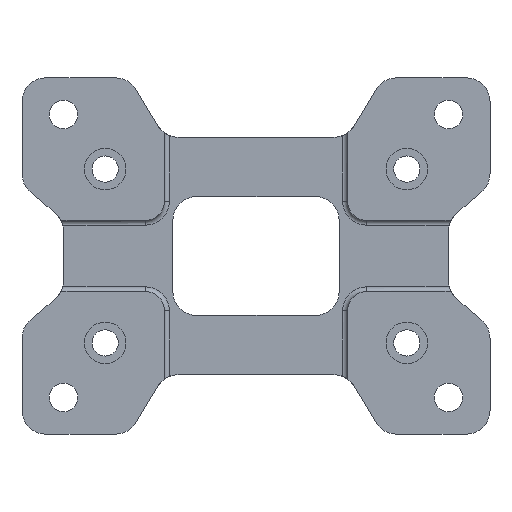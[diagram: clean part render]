
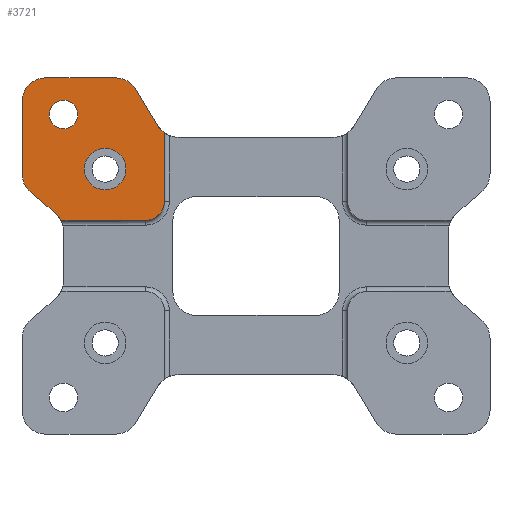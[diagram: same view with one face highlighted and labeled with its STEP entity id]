
A CAD part, front view. The second image highlights one B-rep face of the part: STEP entity #3721.
In plain terms, the highlighted planar face has unit normal (0, -1, 0).
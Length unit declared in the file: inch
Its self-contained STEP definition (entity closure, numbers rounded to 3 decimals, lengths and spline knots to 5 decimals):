
#17 = CIRCLE ( 'NONE', #1474, 0.345 ) ;
#55 = VERTEX_POINT ( 'NONE', #514 ) ;
#99 = AXIS2_PLACEMENT_3D ( 'NONE', #4238, #3914, #3322 ) ;
#122 = CARTESIAN_POINT ( 'NONE',  ( -3.73994, -0.30118, 1.06323 ) ) ;
#216 = EDGE_LOOP ( 'NONE', ( #4044, #4102 ) ) ;
#287 = VECTOR ( 'NONE', #1289, 39.37008 ) ;
#300 = DIRECTION ( 'NONE',  ( 1., 0., 0. ) ) ;
#309 = VECTOR ( 'NONE', #2432, 39.37008 ) ;
#351 = ORIENTED_EDGE ( 'NONE', *, *, #2049, .T. ) ;
#459 = CARTESIAN_POINT ( 'NONE',  ( -2.5, -0.30118, 1.44094 ) ) ;
#514 = CARTESIAN_POINT ( 'NONE',  ( -3.32699, -0.30118, 0.71053 ) ) ;
#533 = CIRCLE ( 'NONE', #4117, 0.3937 ) ;
#540 = CARTESIAN_POINT ( 'NONE',  ( -3.87795, -0.30118, 2.95276 ) ) ;
#550 = VERTEX_POINT ( 'NONE', #3866 ) ;
#577 = ORIENTED_EDGE ( 'NONE', *, *, #2078, .T. ) ;
#600 = AXIS2_PLACEMENT_3D ( 'NONE', #3595, #1087, #2626 ) ;
#617 = EDGE_CURVE ( 'NONE', #2704, #3146, #713, .T. ) ;
#628 = ORIENTED_EDGE ( 'NONE', *, *, #4125, .T. ) ;
#630 = ORIENTED_EDGE ( 'NONE', *, *, #2745, .F. ) ;
#650 = CARTESIAN_POINT ( 'NONE',  ( -1.83071, -0.30118, 0.59055 ) ) ;
#681 = DIRECTION ( 'NONE',  ( 1., 0., 0. ) ) ;
#692 = EDGE_CURVE ( 'NONE', #2439, #2219, #1954, .T. ) ;
#713 = CIRCLE ( 'NONE', #1331, 0.3937 ) ;
#726 = CARTESIAN_POINT ( 'NONE',  ( -2.5, -0.30118, 1.09594 ) ) ;
#741 = CIRCLE ( 'NONE', #1868, 0.31496 ) ;
#769 = ORIENTED_EDGE ( 'NONE', *, *, #617, .T. ) ;
#889 = CARTESIAN_POINT ( 'NONE',  ( -1.51575, -0.30118, 0.90551 ) ) ;
#890 = ORIENTED_EDGE ( 'NONE', *, *, #2613, .T. ) ;
#932 = EDGE_CURVE ( 'NONE', #550, #3101, #2906, .T. ) ;
#939 = ORIENTED_EDGE ( 'NONE', *, *, #2288, .T. ) ;
#1035 = VERTEX_POINT ( 'NONE', #1903 ) ;
#1087 = DIRECTION ( 'NONE',  ( 0., 1., 0. ) ) ;
#1110 = VERTEX_POINT ( 'NONE', #1859 ) ;
#1289 = DIRECTION ( 'NONE',  ( 0.76, 0., -0.649 ) ) ;
#1331 = AXIS2_PLACEMENT_3D ( 'NONE', #2930, #2297, #2013 ) ;
#1334 = CARTESIAN_POINT ( 'NONE',  ( -2.5, -0.30118, 1.44094 ) ) ;
#1338 = CARTESIAN_POINT ( 'NONE',  ( -3.48425, -0.30118, 2.95276 ) ) ;
#1356 = EDGE_CURVE ( 'NONE', #55, #3833, #2302, .T. ) ;
#1441 = CARTESIAN_POINT ( 'NONE',  ( -3.48425, -0.30118, 1.3626 ) ) ;
#1474 = AXIS2_PLACEMENT_3D ( 'NONE', #459, #2448, #3071 ) ;
#1485 = DIRECTION ( 'NONE',  ( 0., 0., 1. ) ) ;
#1511 = DIRECTION ( 'NONE',  ( 0., 0., 1. ) ) ;
#1553 = ORIENTED_EDGE ( 'NONE', *, *, #932, .F. ) ;
#1606 = AXIS2_PLACEMENT_3D ( 'NONE', #3217, #2524, #3841 ) ;
#1612 = LINE ( 'NONE', #540, #1882 ) ;
#1614 = LINE ( 'NONE', #2923, #287 ) ;
#1624 = EDGE_CURVE ( 'NONE', #3833, #3871, #3420, .T. ) ;
#1641 = DIRECTION ( 'NONE',  ( 0., 0., 1. ) ) ;
#1653 = DIRECTION ( 'NONE',  ( 0., -1., 0. ) ) ;
#1739 = EDGE_CURVE ( 'NONE', #1110, #2671, #4077, .T. ) ;
#1791 = CARTESIAN_POINT ( 'NONE',  ( -2.1063, -0.30118, 2.95276 ) ) ;
#1814 = ORIENTED_EDGE ( 'NONE', *, *, #692, .T. ) ;
#1836 = VECTOR ( 'NONE', #1910, 39.37008 ) ;
#1844 = DIRECTION ( 'NONE',  ( 0., -1., 0. ) ) ;
#1859 = CARTESIAN_POINT ( 'NONE',  ( -2.5, -0.30118, 1.78594 ) ) ;
#1862 = CARTESIAN_POINT ( 'NONE',  ( -2.32904, -0.30118, 2.55906 ) ) ;
#1868 = AXIS2_PLACEMENT_3D ( 'NONE', #2979, #2022, #1641 ) ;
#1882 = VECTOR ( 'NONE', #1485, 39.37008 ) ;
#1899 = ORIENTED_EDGE ( 'NONE', *, *, #3208, .T. ) ;
#1903 = CARTESIAN_POINT ( 'NONE',  ( -3.87795, -0.30118, 1.3626 ) ) ;
#1910 = DIRECTION ( 'NONE',  ( 0., 0., 1. ) ) ;
#1926 = PLANE ( 'NONE',  #3446 ) ;
#1954 = CIRCLE ( 'NONE', #99, 0.23622 ) ;
#1970 = CARTESIAN_POINT ( 'NONE',  ( -3.87795, -0.30118, 2.55906 ) ) ;
#2013 = DIRECTION ( 'NONE',  ( 0., 0., 1. ) ) ;
#2022 = DIRECTION ( 'NONE',  ( 0., -1., 0. ) ) ;
#2045 = AXIS2_PLACEMENT_3D ( 'NONE', #1441, #2384, #2374 ) ;
#2049 = EDGE_CURVE ( 'NONE', #2219, #2439, #3610, .T. ) ;
#2078 = EDGE_CURVE ( 'NONE', #2506, #3424, #3767, .T. ) ;
#2122 = FACE_BOUND ( 'NONE', #216, .T. ) ;
#2155 = EDGE_CURVE ( 'NONE', #1035, #3366, #3316, .T. ) ;
#2195 = DIRECTION ( 'NONE',  ( 0., 0., 1. ) ) ;
#2219 = VERTEX_POINT ( 'NONE', #2706 ) ;
#2243 = DIRECTION ( 'NONE',  ( 0., 0., 1. ) ) ;
#2245 = CARTESIAN_POINT ( 'NONE',  ( -3.18898, -0.30118, 2.58071 ) ) ;
#2270 = AXIS2_PLACEMENT_3D ( 'NONE', #1334, #1653, #3614 ) ;
#2288 = EDGE_CURVE ( 'NONE', #3424, #3101, #3097, .T. ) ;
#2297 = DIRECTION ( 'NONE',  ( 0., -1., 0. ) ) ;
#2302 = CIRCLE ( 'NONE', #600, 0.3937 ) ;
#2374 = DIRECTION ( 'NONE',  ( 0., 0., 1. ) ) ;
#2384 = DIRECTION ( 'NONE',  ( 0., -1., 0. ) ) ;
#2432 = DIRECTION ( 'NONE',  ( 0.515, 0., -0.857 ) ) ;
#2439 = VERTEX_POINT ( 'NONE', #2245 ) ;
#2448 = DIRECTION ( 'NONE',  ( 0., -1., 0. ) ) ;
#2459 = EDGE_LOOP ( 'NONE', ( #1814, #351 ) ) ;
#2470 = ORIENTED_EDGE ( 'NONE', *, *, #1624, .T. ) ;
#2471 = ORIENTED_EDGE ( 'NONE', *, *, #2155, .T. ) ;
#2506 = VERTEX_POINT ( 'NONE', #889 ) ;
#2524 = DIRECTION ( 'NONE',  ( 0., 1., 0. ) ) ;
#2535 = LINE ( 'NONE', #2633, #2791 ) ;
#2543 = CARTESIAN_POINT ( 'NONE',  ( -1.62962, -0.30118, 2.15943 ) ) ;
#2576 = CARTESIAN_POINT ( 'NONE',  ( -3.87795, -0.30118, 0.59055 ) ) ;
#2613 = EDGE_CURVE ( 'NONE', #3871, #2506, #741, .T. ) ;
#2626 = DIRECTION ( 'NONE',  ( 0., 0., 1. ) ) ;
#2633 = CARTESIAN_POINT ( 'NONE',  ( 3.87795, -0.30118, 2.95276 ) ) ;
#2671 = VERTEX_POINT ( 'NONE', #726 ) ;
#2704 = VERTEX_POINT ( 'NONE', #1338 ) ;
#2706 = CARTESIAN_POINT ( 'NONE',  ( -3.18898, -0.30118, 2.10827 ) ) ;
#2745 = EDGE_CURVE ( 'NONE', #2704, #4081, #2535, .T. ) ;
#2791 = VECTOR ( 'NONE', #681, 39.37008 ) ;
#2810 = CARTESIAN_POINT ( 'NONE',  ( -1.29216, -0.30118, 2.3622 ) ) ;
#2832 = FACE_BOUND ( 'NONE', #2459, .T. ) ;
#2881 = FACE_OUTER_BOUND ( 'NONE', #4150, .T. ) ;
#2897 = VECTOR ( 'NONE', #300, 39.37008 ) ;
#2906 = LINE ( 'NONE', #1791, #309 ) ;
#2923 = CARTESIAN_POINT ( 'NONE',  ( -3.18898, -0.30118, 0.59266 ) ) ;
#2930 = CARTESIAN_POINT ( 'NONE',  ( -3.48425, -0.30118, 2.55906 ) ) ;
#2979 = CARTESIAN_POINT ( 'NONE',  ( -1.83071, -0.30118, 0.90551 ) ) ;
#3005 = ORIENTED_EDGE ( 'NONE', *, *, #3502, .F. ) ;
#3047 = AXIS2_PLACEMENT_3D ( 'NONE', #2810, #3765, #1511 ) ;
#3071 = DIRECTION ( 'NONE',  ( 0., 0., -1. ) ) ;
#3097 = CIRCLE ( 'NONE', #3047, 0.3937 ) ;
#3101 = VERTEX_POINT ( 'NONE', #2543 ) ;
#3146 = VERTEX_POINT ( 'NONE', #1970 ) ;
#3208 = EDGE_CURVE ( 'NONE', #3366, #55, #1614, .T. ) ;
#3217 = CARTESIAN_POINT ( 'NONE',  ( -3.18898, -0.30118, 2.34449 ) ) ;
#3316 = CIRCLE ( 'NONE', #2045, 0.3937 ) ;
#3322 = DIRECTION ( 'NONE',  ( 0., 0., 1. ) ) ;
#3366 = VERTEX_POINT ( 'NONE', #122 ) ;
#3420 = LINE ( 'NONE', #2576, #2897 ) ;
#3424 = VERTEX_POINT ( 'NONE', #3688 ) ;
#3446 = AXIS2_PLACEMENT_3D ( 'NONE', #3843, #4201, #2243 ) ;
#3502 = EDGE_CURVE ( 'NONE', #1035, #3146, #1612, .T. ) ;
#3575 = CARTESIAN_POINT ( 'NONE',  ( -3.23222, -0.30118, 0.59055 ) ) ;
#3595 = CARTESIAN_POINT ( 'NONE',  ( -3.58268, -0.30118, 0.41116 ) ) ;
#3610 = CIRCLE ( 'NONE', #1606, 0.23622 ) ;
#3614 = DIRECTION ( 'NONE',  ( 0., 0., -1. ) ) ;
#3688 = CARTESIAN_POINT ( 'NONE',  ( -1.51575, -0.30118, 2.03816 ) ) ;
#3721 = ADVANCED_FACE ( 'NONE', ( #2122, #2832, #2881 ), #1926, .F. ) ;
#3745 = CARTESIAN_POINT ( 'NONE',  ( -2.32904, -0.30118, 2.95276 ) ) ;
#3747 = ORIENTED_EDGE ( 'NONE', *, *, #1356, .T. ) ;
#3765 = DIRECTION ( 'NONE',  ( 0., 1., 0. ) ) ;
#3767 = LINE ( 'NONE', #3857, #1836 ) ;
#3833 = VERTEX_POINT ( 'NONE', #3575 ) ;
#3841 = DIRECTION ( 'NONE',  ( 0., 0., 1. ) ) ;
#3843 = CARTESIAN_POINT ( 'NONE',  ( 0., -0.30118, 0. ) ) ;
#3857 = CARTESIAN_POINT ( 'NONE',  ( -1.51575, -0.30118, -2.95276 ) ) ;
#3866 = CARTESIAN_POINT ( 'NONE',  ( -1.99158, -0.30118, 2.76183 ) ) ;
#3871 = VERTEX_POINT ( 'NONE', #650 ) ;
#3914 = DIRECTION ( 'NONE',  ( 0., 1., 0. ) ) ;
#4044 = ORIENTED_EDGE ( 'NONE', *, *, #4067, .F. ) ;
#4067 = EDGE_CURVE ( 'NONE', #2671, #1110, #17, .T. ) ;
#4077 = CIRCLE ( 'NONE', #2270, 0.345 ) ;
#4081 = VERTEX_POINT ( 'NONE', #3745 ) ;
#4102 = ORIENTED_EDGE ( 'NONE', *, *, #1739, .F. ) ;
#4117 = AXIS2_PLACEMENT_3D ( 'NONE', #1862, #1844, #2195 ) ;
#4125 = EDGE_CURVE ( 'NONE', #550, #4081, #533, .T. ) ;
#4150 = EDGE_LOOP ( 'NONE', ( #2470, #890, #577, #939, #1553, #628, #630, #769, #3005, #2471, #1899, #3747 ) ) ;
#4201 = DIRECTION ( 'NONE',  ( 0., 1., 0. ) ) ;
#4238 = CARTESIAN_POINT ( 'NONE',  ( -3.18898, -0.30118, 2.34449 ) ) ;
